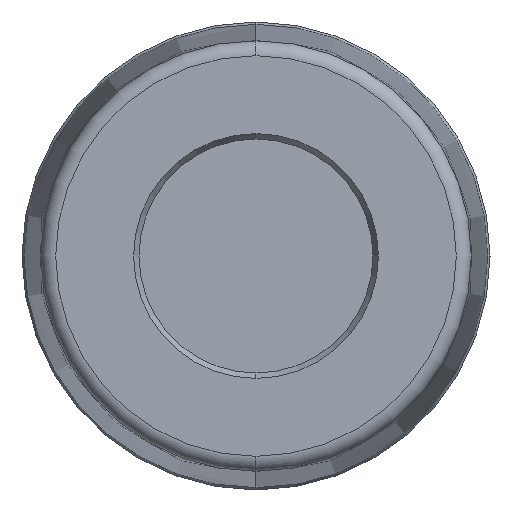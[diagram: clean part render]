
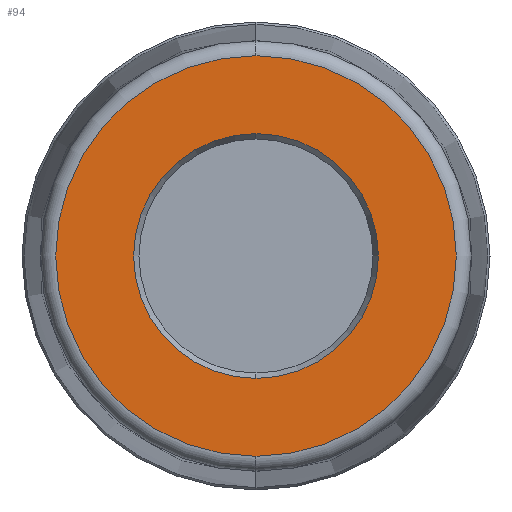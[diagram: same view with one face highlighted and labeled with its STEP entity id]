
A CAD part, left-side view. The second image highlights one B-rep face of the part: STEP entity #94.
In plain terms, the highlighted planar face has unit normal (-1, 0, 0).
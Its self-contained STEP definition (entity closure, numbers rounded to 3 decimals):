
#5 = EDGE_CURVE ( 'NONE', #508, #147, #166, .T. ) ;
#9 = ORIENTED_EDGE ( 'NONE', *, *, #197, .T. ) ;
#22 = EDGE_LOOP ( 'NONE', ( #26, #79 ) ) ;
#26 = ORIENTED_EDGE ( 'NONE', *, *, #5, .F. ) ;
#66 = EDGE_CURVE ( 'NONE', #147, #508, #303, .T. ) ;
#70 = FACE_OUTER_BOUND ( 'NONE', #80, .T. ) ;
#76 = CARTESIAN_POINT ( 'NONE',  ( 0., 0., -10.7 ) ) ;
#79 = ORIENTED_EDGE ( 'NONE', *, *, #66, .F. ) ;
#80 = EDGE_LOOP ( 'NONE', ( #225, #9 ) ) ;
#83 = CIRCLE ( 'NONE', #430, 10.7 ) ;
#89 = CIRCLE ( 'NONE', #463, 10.7 ) ;
#92 = DIRECTION ( 'NONE',  ( 0., 0., 1. ) ) ;
#94 = ADVANCED_FACE ( 'NONE', ( #408, #70 ), #288, .F. ) ;
#130 = AXIS2_PLACEMENT_3D ( 'NONE', #134, #212, #366 ) ;
#134 = CARTESIAN_POINT ( 'NONE',  ( 0., 10.7, 0. ) ) ;
#147 = VERTEX_POINT ( 'NONE', #436 ) ;
#166 = CIRCLE ( 'NONE', #438, 6.539 ) ;
#197 = EDGE_CURVE ( 'NONE', #433, #478, #83, .T. ) ;
#205 = DIRECTION ( 'NONE',  ( -1., 0., 0. ) ) ;
#206 = CARTESIAN_POINT ( 'NONE',  ( 0., 0., 0. ) ) ;
#212 = DIRECTION ( 'NONE',  ( 1., 0., 0. ) ) ;
#219 = DIRECTION ( 'NONE',  ( -1., 0., 0. ) ) ;
#225 = ORIENTED_EDGE ( 'NONE', *, *, #409, .T. ) ;
#251 = DIRECTION ( 'NONE',  ( -1., 0., 0. ) ) ;
#259 = DIRECTION ( 'NONE',  ( -1., 0., 0. ) ) ;
#273 = CARTESIAN_POINT ( 'NONE',  ( 0., 0., 10.7 ) ) ;
#288 = PLANE ( 'NONE',  #130 ) ;
#294 = DIRECTION ( 'NONE',  ( 0., 0., 1. ) ) ;
#303 = CIRCLE ( 'NONE', #401, 6.539 ) ;
#319 = CARTESIAN_POINT ( 'NONE',  ( 0., 0., 0. ) ) ;
#366 = DIRECTION ( 'NONE',  ( 0., 0., -1. ) ) ;
#367 = DIRECTION ( 'NONE',  ( 0., 0., 1. ) ) ;
#378 = DIRECTION ( 'NONE',  ( 0., 0., 1. ) ) ;
#383 = CARTESIAN_POINT ( 'NONE',  ( 0., 0., 6.539 ) ) ;
#401 = AXIS2_PLACEMENT_3D ( 'NONE', #206, #219, #367 ) ;
#408 = FACE_BOUND ( 'NONE', #22, .T. ) ;
#409 = EDGE_CURVE ( 'NONE', #478, #433, #89, .T. ) ;
#430 = AXIS2_PLACEMENT_3D ( 'NONE', #457, #251, #294 ) ;
#433 = VERTEX_POINT ( 'NONE', #76 ) ;
#436 = CARTESIAN_POINT ( 'NONE',  ( 0., 0., -6.539 ) ) ;
#438 = AXIS2_PLACEMENT_3D ( 'NONE', #319, #205, #92 ) ;
#457 = CARTESIAN_POINT ( 'NONE',  ( 0., 0., 0. ) ) ;
#463 = AXIS2_PLACEMENT_3D ( 'NONE', #496, #259, #378 ) ;
#478 = VERTEX_POINT ( 'NONE', #273 ) ;
#496 = CARTESIAN_POINT ( 'NONE',  ( 0., 0., 0. ) ) ;
#508 = VERTEX_POINT ( 'NONE', #383 ) ;
